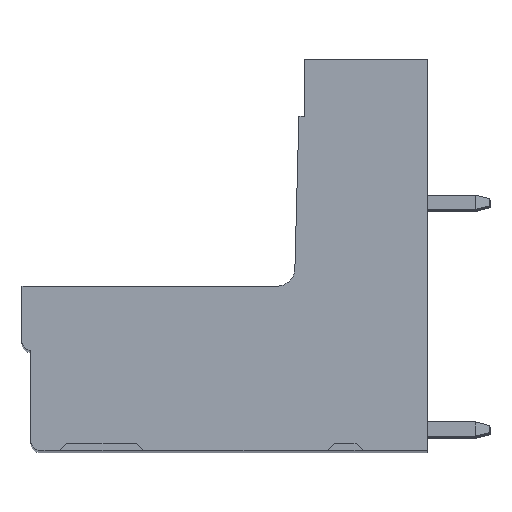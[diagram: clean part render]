
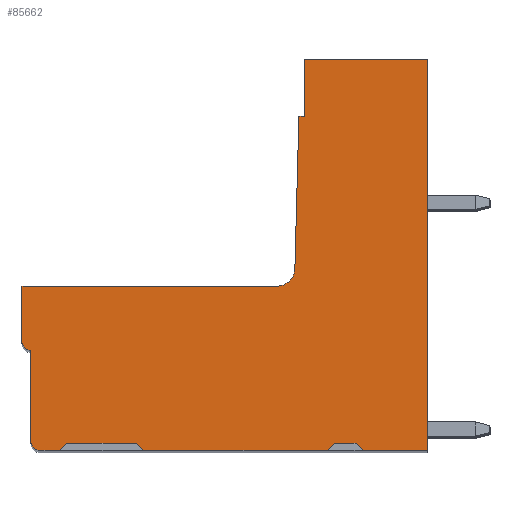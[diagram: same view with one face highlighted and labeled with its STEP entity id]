
A CAD part, top view. The second image highlights one B-rep face of the part: STEP entity #85662.
In plain terms, the highlighted planar face has unit normal (0, 0, 1).
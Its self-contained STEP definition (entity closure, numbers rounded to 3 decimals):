
#612=DIRECTION('',(-1.,0.,0.));
#613=VECTOR('',#612,6.9);
#614=CARTESIAN_POINT('',(0.006,21.9,-89.343));
#615=LINE('',#614,#613);
#13646=DIRECTION('',(0.,-1.,0.));
#13647=VECTOR('',#13646,3.2);
#13648=CARTESIAN_POINT('',(-6.894,21.9,-89.343));
#13649=LINE('',#13648,#13647);
#13654=DIRECTION('',(-1.,0.,0.));
#13655=VECTOR('',#13654,0.3);
#13656=CARTESIAN_POINT('',(-6.894,18.7,-89.343));
#13657=LINE('',#13656,#13655);
#14033=DIRECTION('',(-1.,0.,0.));
#14034=VECTOR('',#14033,14.277);
#14035=CARTESIAN_POINT('',(-8.417,9.2,-89.343));
#14036=LINE('',#14035,#14034);
#26291=DIRECTION('',(0.,-1.,0.));
#26292=VECTOR('',#26291,5.1);
#26293=CARTESIAN_POINT('',(-22.194,5.6,-89.343));
#26294=LINE('',#26293,#26292);
#26331=DIRECTION('',(1.,0.,0.));
#26332=VECTOR('',#26331,1.1);
#26333=CARTESIAN_POINT('',(-21.694,0.,-89.343));
#26334=LINE('',#26333,#26332);
#26339=DIRECTION('',(1.,0.,0.));
#26340=VECTOR('',#26339,10.3);
#26341=CARTESIAN_POINT('',(-15.894,0.,-89.343));
#26342=LINE('',#26341,#26340);
#26351=DIRECTION('',(1.,0.,0.));
#26352=VECTOR('',#26351,3.6);
#26353=CARTESIAN_POINT('',(-3.594,0.,
-89.343));
#26354=LINE('',#26353,#26352);
#26462=DIRECTION('',(-0.707,0.707,0.));
#26463=VECTOR('',#26462,0.566);
#26464=CARTESIAN_POINT('',(-15.894,0.,-89.343));
#26465=LINE('',#26464,#26463);
#26466=DIRECTION('',(-0.707,-0.707,0.));
#26467=VECTOR('',#26466,0.566);
#26468=CARTESIAN_POINT('',(-20.194,0.4,-89.343));
#26469=LINE('',#26468,#26467);
#26470=CARTESIAN_POINT('',(-21.694,0.5,-89.343));
#26471=DIRECTION('',(0.,0.,-1.));
#26472=DIRECTION('',(0.,-1.,0.));
#26473=AXIS2_PLACEMENT_3D('',#26470,#26471,#26472);
#26475=CARTESIAN_POINT('',(-22.194,6.1,-89.343));
#26476=DIRECTION('',(0.,0.,-1.));
#26477=DIRECTION('',(0.,-1.,0.));
#26478=AXIS2_PLACEMENT_3D('',#26475,#26476,#26477);
#26480=DIRECTION('',(0.,1.,0.));
#26481=VECTOR('',#26480,3.1);
#26482=CARTESIAN_POINT('',(-22.694,6.1,
-89.343));
#26483=LINE('',#26482,#26481);
#26484=CARTESIAN_POINT('',(-8.417,10.2,-89.343));
#26485=DIRECTION('',(0.,0.,1.));
#26486=DIRECTION('',(0.,-1.,0.));
#26487=AXIS2_PLACEMENT_3D('',#26484,#26485,#26486);
#26489=DIRECTION('',(0.026,1.,0.));
#26490=VECTOR('',#26489,8.529);
#26491=CARTESIAN_POINT('',(-7.417,10.174,
-89.343));
#26492=LINE('',#26491,#26490);
#26493=DIRECTION('',(0.,-1.,0.));
#26494=VECTOR('',#26493,21.9);
#26495=CARTESIAN_POINT('',(0.006,21.9,-89.343));
#26496=LINE('',#26495,#26494);
#26497=DIRECTION('',(-0.707,0.707,0.));
#26498=VECTOR('',#26497,0.566);
#26499=CARTESIAN_POINT('',(-3.594,0.,
-89.343));
#26500=LINE('',#26499,#26498);
#26501=DIRECTION('',(-0.707,-0.707,
0.));
#26502=VECTOR('',#26501,0.566);
#26503=CARTESIAN_POINT('',(-5.194,0.4,-89.343));
#26504=LINE('',#26503,#26502);
#26525=DIRECTION('',(1.,0.,0.));
#26526=VECTOR('',#26525,3.9);
#26527=CARTESIAN_POINT('',(-20.194,0.4,-89.343));
#26528=LINE('',#26527,#26526);
#26557=DIRECTION('',(1.,0.,0.));
#26558=VECTOR('',#26557,1.2);
#26559=CARTESIAN_POINT('',(-5.194,0.4,-89.343));
#26560=LINE('',#26559,#26558);
#36771=CARTESIAN_POINT('',(0.006,21.9,-89.343));
#36772=CARTESIAN_POINT('',(0.006,0.,-89.343));
#36773=VERTEX_POINT('',#36771);
#36774=VERTEX_POINT('',#36772);
#36791=CARTESIAN_POINT('',(-6.894,21.9,-89.343));
#36792=VERTEX_POINT('',#36791);
#37003=CARTESIAN_POINT('',(-6.894,18.7,-89.343));
#37004=VERTEX_POINT('',#37003);
#37005=CARTESIAN_POINT('',(-7.194,18.7,-89.343));
#37006=VERTEX_POINT('',#37005);
#37007=CARTESIAN_POINT('',(-7.417,10.174,
-89.343));
#37008=VERTEX_POINT('',#37007);
#37009=CARTESIAN_POINT('',(-8.417,9.2,-89.343));
#37010=VERTEX_POINT('',#37009);
#37011=CARTESIAN_POINT('',(-22.694,9.2,-89.343));
#37012=VERTEX_POINT('',#37011);
#37210=CARTESIAN_POINT('',(-15.894,0.,-89.343));
#37211=CARTESIAN_POINT('',(-5.594,0.,-89.343));
#37212=VERTEX_POINT('',#37210);
#37213=VERTEX_POINT('',#37211);
#37214=CARTESIAN_POINT('',(-16.294,0.4,
-89.343));
#37215=VERTEX_POINT('',#37214);
#37216=CARTESIAN_POINT('',(-20.194,0.4,-89.343));
#37217=VERTEX_POINT('',#37216);
#37218=CARTESIAN_POINT('',(-20.594,0.,-89.343));
#37219=VERTEX_POINT('',#37218);
#37220=CARTESIAN_POINT('',(-21.694,0.,-89.343));
#37221=VERTEX_POINT('',#37220);
#37222=CARTESIAN_POINT('',(-22.194,0.5,
-89.343));
#37223=VERTEX_POINT('',#37222);
#37224=CARTESIAN_POINT('',(-22.194,5.6,-89.343));
#37225=VERTEX_POINT('',#37224);
#37226=CARTESIAN_POINT('',(-22.694,6.1,
-89.343));
#37227=VERTEX_POINT('',#37226);
#37228=CARTESIAN_POINT('',(-3.594,0.,
-89.343));
#37229=VERTEX_POINT('',#37228);
#37230=CARTESIAN_POINT('',(-3.994,0.4,-89.343));
#37231=VERTEX_POINT('',#37230);
#37232=CARTESIAN_POINT('',(-5.194,0.4,-89.343));
#37233=VERTEX_POINT('',#37232);
#85629=CARTESIAN_POINT('',(-21.694,0.5,-89.343));
#85630=DIRECTION('',(0.,0.,-1.));
#85631=DIRECTION('',(-1.,0.,0.));
#85632=AXIS2_PLACEMENT_3D('',#85629,#85630,#85631);
#85633=PLANE('',#85632);
#85634=ORIENTED_EDGE('',*,*,#85476,.F.);
#85636=ORIENTED_EDGE('',*,*,#85635,.T.);
#85638=ORIENTED_EDGE('',*,*,#85637,.F.);
#85640=ORIENTED_EDGE('',*,*,#85639,.T.);
#85641=ORIENTED_EDGE('',*,*,#85468,.F.);
#85642=ORIENTED_EDGE('',*,*,#85438,.T.);
#85643=ORIENTED_EDGE('',*,*,#85423,.F.);
#85644=ORIENTED_EDGE('',*,*,#85408,.T.);
#85645=ORIENTED_EDGE('',*,*,#85393,.T.);
#85646=ORIENTED_EDGE('',*,*,#67404,.F.);
#85647=ORIENTED_EDGE('',*,*,#67389,.T.);
#85648=ORIENTED_EDGE('',*,*,#67374,.T.);
#85649=ORIENTED_EDGE('',*,*,#67359,.F.);
#85650=ORIENTED_EDGE('',*,*,#67344,.F.);
#85651=ORIENTED_EDGE('',*,*,#48199,.F.);
#85652=ORIENTED_EDGE('',*,*,#47878,.T.);
#85653=ORIENTED_EDGE('',*,*,#85484,.F.);
#85655=ORIENTED_EDGE('',*,*,#85654,.T.);
#85657=ORIENTED_EDGE('',*,*,#85656,.F.);
#85659=ORIENTED_EDGE('',*,*,#85658,.T.);
#85660=EDGE_LOOP('',(#85634,#85636,#85638,#85640,#85641,#85642,#85643,#85644,
#85645,#85646,#85647,#85648,#85649,#85650,#85651,#85652,#85653,#85655,#85657,
#85659));
#85661=FACE_OUTER_BOUND('',#85660,.F.);
#85662=ADVANCED_FACE('',(#85661),#85633,.F.);
#26474=CIRCLE('',#26473,0.5);
#26479=CIRCLE('',#26478,0.5);
#26488=CIRCLE('',#26487,1.);
#47878=EDGE_CURVE('',#36773,#36774,#26496,.T.);
#48199=EDGE_CURVE('',#36773,#36792,#615,.T.);
#67344=EDGE_CURVE('',#36792,#37004,#13649,.T.);
#67359=EDGE_CURVE('',#37004,#37006,#13657,.T.);
#67374=EDGE_CURVE('',#37008,#37006,#26492,.T.);
#67389=EDGE_CURVE('',#37010,#37008,#26488,.T.);
#67404=EDGE_CURVE('',#37010,#37012,#14036,.T.);
#85393=EDGE_CURVE('',#37227,#37012,#26483,.T.);
#85408=EDGE_CURVE('',#37225,#37227,#26479,.T.);
#85423=EDGE_CURVE('',#37225,#37223,#26294,.T.);
#85438=EDGE_CURVE('',#37221,#37223,#26474,.T.);
#85468=EDGE_CURVE('',#37221,#37219,#26334,.T.);
#85476=EDGE_CURVE('',#37212,#37213,#26342,.T.);
#85484=EDGE_CURVE('',#37229,#36774,#26354,.T.);
#85635=EDGE_CURVE('',#37212,#37215,#26465,.T.);
#85637=EDGE_CURVE('',#37217,#37215,#26528,.T.);
#85639=EDGE_CURVE('',#37217,#37219,#26469,.T.);
#85654=EDGE_CURVE('',#37229,#37231,#26500,.T.);
#85656=EDGE_CURVE('',#37233,#37231,#26560,.T.);
#85658=EDGE_CURVE('',#37233,#37213,#26504,.T.);
